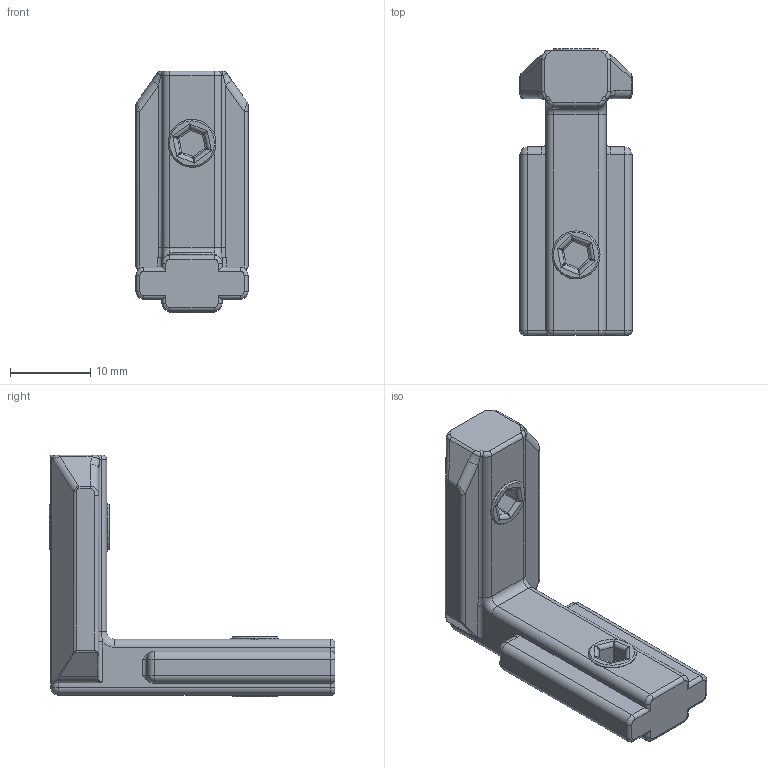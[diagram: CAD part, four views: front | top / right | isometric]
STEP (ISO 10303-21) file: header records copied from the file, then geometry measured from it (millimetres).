
FILE_DESCRIPTION((''),'2;1');
FILE_NAME('AR3301.stp','2020-12-11T13:36:01',('arma02'),(''),'Autodesk Inventor 2013','Autodesk Inventor 2013','');
FILE_SCHEMA(('AUTOMOTIVE_DESIGN { 1 0 10303 214 1 1 1 1 }'));
Length unit declared in the file: millimetre
Products named in the file (3): AR3301; AR3301-I; AR3301- II
Assembly tree (3 placements, depth 2):
  AR3301
    AR3301-I
    AR3301- II  x2
Bounding box: 14 x 35.71 x 30.18 mm (x, y, z)
Volume: 4450.3 mm3; surface area: 2818.4 mm2
Topology: 3 solids, 3 shells, 238 faces, 541 edges, 292 vertices
Faces by surface type: cylinder 103, plane 47, bspline 42, torus 20, sphere 18, cone 8
Full cylindrical faces by diameter (mm): 4.917 x2, 6 x2
Entity records: 6410 total; most frequent: CARTESIAN_POINT 2033, DIRECTION 953, ORIENTED_EDGE 864, EDGE_CURVE 432, AXIS2_PLACEMENT_3D 391, VERTEX_POINT 247, EDGE_LOOP 207, FACE_OUTER_BOUND 196
